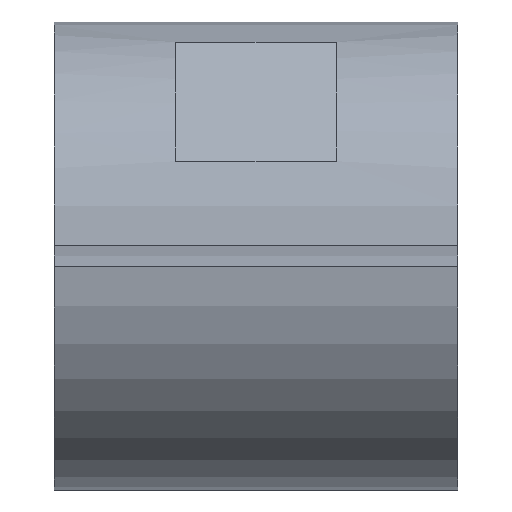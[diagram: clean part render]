
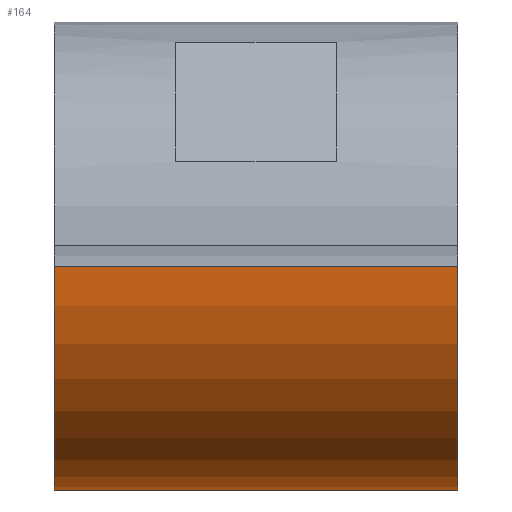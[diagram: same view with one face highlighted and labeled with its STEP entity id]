
A CAD part, left-side view. The second image highlights one B-rep face of the part: STEP entity #164.
In plain terms, the highlighted cylindrical face has radius 11.113 mm (diameter 22.225 mm), a partial arc.
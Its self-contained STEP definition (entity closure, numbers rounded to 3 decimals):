
#76 = EDGE_CURVE ( 'NONE', #764, #159, #778, .T. ) ;
#95 = EDGE_LOOP ( 'NONE', ( #236, #238, #246, #247 ) ) ;
#156 = FACE_OUTER_BOUND ( 'NONE', #95, .T. ) ;
#159 = VERTEX_POINT ( 'NONE', #418 ) ;
#164 = ADVANCED_FACE ( 'NONE', ( #156 ), #183, .T. ) ;
#183 = CYLINDRICAL_SURFACE ( 'NONE', #443, 11.112 ) ;
#192 = LINE ( 'NONE', #689, #403 ) ;
#206 = DIRECTION ( 'NONE',  ( 0., 1., 0. ) ) ;
#217 = DIRECTION ( 'NONE',  ( 0., 1., 0. ) ) ;
#236 = ORIENTED_EDGE ( 'NONE', *, *, #610, .F. ) ;
#238 = ORIENTED_EDGE ( 'NONE', *, *, #76, .T. ) ;
#246 = ORIENTED_EDGE ( 'NONE', *, *, #673, .T. ) ;
#247 = ORIENTED_EDGE ( 'NONE', *, *, #661, .F. ) ;
#250 = CARTESIAN_POINT ( 'NONE',  ( 0., -9.588, 0. ) ) ;
#319 = DIRECTION ( 'NONE',  ( 0., 0., 1. ) ) ;
#341 = LINE ( 'NONE', #831, #379 ) ;
#377 = CARTESIAN_POINT ( 'NONE',  ( 0., -9.588, 0. ) ) ;
#379 = VECTOR ( 'NONE', #206, 1000. ) ;
#395 = DIRECTION ( 'NONE',  ( 0., 1., 0. ) ) ;
#403 = VECTOR ( 'NONE', #847, 1000. ) ;
#409 = CARTESIAN_POINT ( 'NONE',  ( -11.101, 9.588, -0.508 ) ) ;
#418 = CARTESIAN_POINT ( 'NONE',  ( -11.101, -9.588, -0.508 ) ) ;
#443 = AXIS2_PLACEMENT_3D ( 'NONE', #377, #395, #462 ) ;
#462 = DIRECTION ( 'NONE',  ( 0., 0., 1. ) ) ;
#523 = CARTESIAN_POINT ( 'NONE',  ( 0., -9.588, -11.112 ) ) ;
#530 = DIRECTION ( 'NONE',  ( 0., 0., 1. ) ) ;
#604 = AXIS2_PLACEMENT_3D ( 'NONE', #250, #217, #319 ) ;
#607 = CARTESIAN_POINT ( 'NONE',  ( 0., 9.588, -11.112 ) ) ;
#610 = EDGE_CURVE ( 'NONE', #764, #676, #341, .T. ) ;
#661 = EDGE_CURVE ( 'NONE', #676, #819, #667, .T. ) ;
#667 = CIRCLE ( 'NONE', #769, 11.112 ) ;
#673 = EDGE_CURVE ( 'NONE', #159, #819, #192, .T. ) ;
#676 = VERTEX_POINT ( 'NONE', #607 ) ;
#689 = CARTESIAN_POINT ( 'NONE',  ( -11.101, -9.588, -0.508 ) ) ;
#700 = DIRECTION ( 'NONE',  ( 0., 1., 0. ) ) ;
#722 = CARTESIAN_POINT ( 'NONE',  ( 0., 9.588, 0. ) ) ;
#764 = VERTEX_POINT ( 'NONE', #523 ) ;
#769 = AXIS2_PLACEMENT_3D ( 'NONE', #722, #700, #530 ) ;
#778 = CIRCLE ( 'NONE', #604, 11.112 ) ;
#819 = VERTEX_POINT ( 'NONE', #409 ) ;
#831 = CARTESIAN_POINT ( 'NONE',  ( 0., -9.588, -11.112 ) ) ;
#847 = DIRECTION ( 'NONE',  ( 0., 1., 0. ) ) ;
